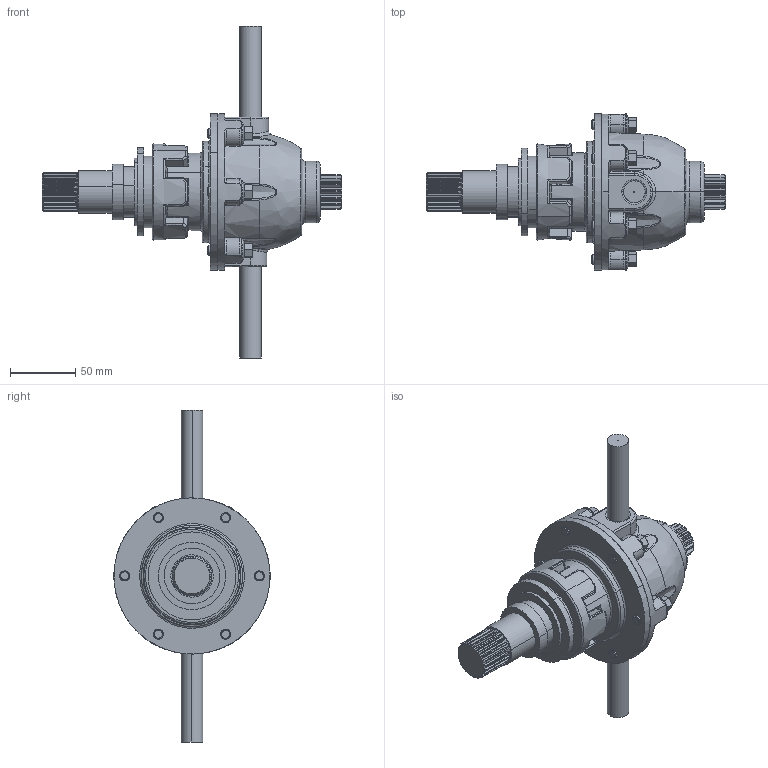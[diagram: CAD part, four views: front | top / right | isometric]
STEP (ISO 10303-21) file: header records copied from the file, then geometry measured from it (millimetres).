
FILE_DESCRIPTION(('FreeCAD Model'),'2;1');
FILE_NAME('Open CASCADE Shape Model','2025-05-03T17:21:27',('FreeCAD'),( 'FreeCAD'),'Open CASCADE STEP processor 7.6','FreeCAD','Unknown');
FILE_SCHEMA(('AUTOMOTIVE_DESIGN { 1 0 10303 214 1 1 1 1 }'));
Products named in the file (1): Open CASCADE STEP translator 7.6 1
Bounding box: 229.46 x 120.39 x 254.41 mm (x, y, z)
Volume: 600490.4 mm3; surface area: 183139.1 mm2
Topology: 14 solids, 14 shells, 2373 faces, 6650 edges, 4318 vertices
Faces by surface type: bspline 2373
Entity records: 100143 total; most frequent: CARTESIAN_POINT 63691, ORIENTED_EDGE 13276, EDGE_CURVE 6638, B_SPLINE_CURVE_WITH_KNOTS 4695, VERTEX_POINT 4318, FACE_BOUND 2440, EDGE_LOOP 2440, ADVANCED_FACE 2373
